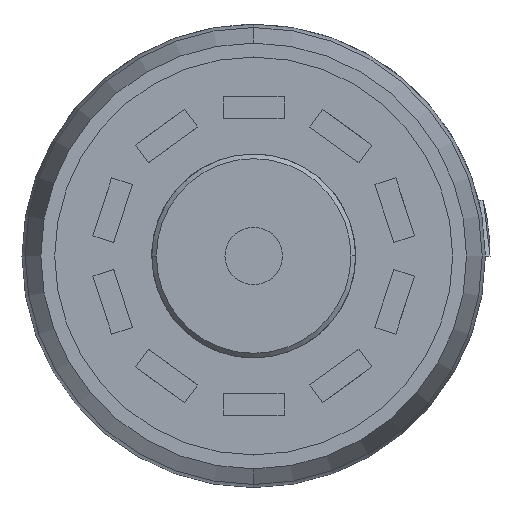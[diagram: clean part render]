
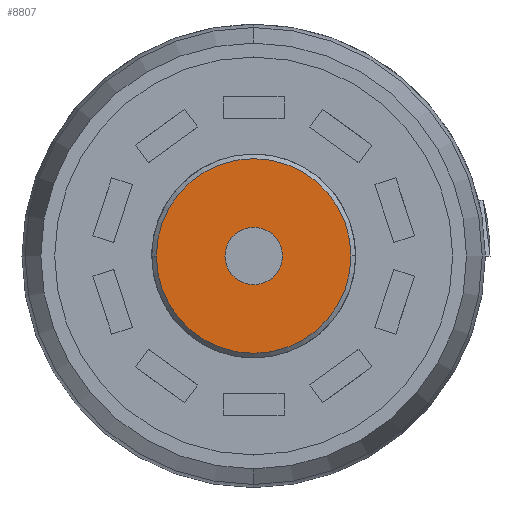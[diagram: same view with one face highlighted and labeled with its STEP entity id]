
A CAD part, front view. The second image highlights one B-rep face of the part: STEP entity #8807.
In plain terms, the highlighted planar face has unit normal (0, -1, 0).
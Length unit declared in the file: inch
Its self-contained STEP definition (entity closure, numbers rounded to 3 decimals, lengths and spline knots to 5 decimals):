
#8510=CARTESIAN_POINT('',(0.,-0.381,0.));
#8511=DIRECTION('',(0.,1.,0.));
#8512=DIRECTION('',(-1.,0.,0.));
#8513=AXIS2_PLACEMENT_3D('',#8510,#8511,#8512);
#8515=CARTESIAN_POINT('',(0.,-0.381,0.));
#8516=DIRECTION('',(0.,1.,0.));
#8517=DIRECTION('',(0.,0.,1.));
#8518=AXIS2_PLACEMENT_3D('',#8515,#8516,#8517);
#8520=CARTESIAN_POINT('',(0.,-0.381,0.));
#8521=DIRECTION('',(0.,1.,0.));
#8522=DIRECTION('',(1.,0.,0.));
#8523=AXIS2_PLACEMENT_3D('',#8520,#8521,#8522);
#8525=CARTESIAN_POINT('',(0.,-0.381,0.));
#8526=DIRECTION('',(0.,1.,0.));
#8527=DIRECTION('',(0.,0.,-1.));
#8528=AXIS2_PLACEMENT_3D('',#8525,#8526,#8527);
#8530=CARTESIAN_POINT('',(0.,-0.381,0.));
#8531=DIRECTION('',(0.,-1.,0.));
#8532=DIRECTION('',(-1.,0.,0.));
#8533=AXIS2_PLACEMENT_3D('',#8530,#8531,#8532);
#8535=CARTESIAN_POINT('',(0.,-0.381,0.));
#8536=DIRECTION('',(0.,-1.,0.));
#8537=DIRECTION('',(1.,0.,0.));
#8538=AXIS2_PLACEMENT_3D('',#8535,#8536,#8537);
#8730=CARTESIAN_POINT('',(0.,-0.381,0.105));
#8731=CARTESIAN_POINT('',(0.105,-0.381,0.));
#8732=VERTEX_POINT('',#8730);
#8733=VERTEX_POINT('',#8731);
#8734=CARTESIAN_POINT('',(-0.105,-0.381,0.));
#8735=VERTEX_POINT('',#8734);
#8736=CARTESIAN_POINT('',(0.,-0.381,-0.105));
#8737=VERTEX_POINT('',#8736);
#8738=CARTESIAN_POINT('',(-0.031,-0.381,0.));
#8739=CARTESIAN_POINT('',(0.031,-0.381,0.));
#8740=VERTEX_POINT('',#8738);
#8741=VERTEX_POINT('',#8739);
#8786=CARTESIAN_POINT('',(0.,-0.381,0.));
#8787=DIRECTION('',(0.,-1.,0.));
#8788=DIRECTION('',(-1.,0.,0.));
#8789=AXIS2_PLACEMENT_3D('',#8786,#8787,#8788);
#8790=PLANE('',#8789);
#8792=ORIENTED_EDGE('',*,*,#8791,.T.);
#8794=ORIENTED_EDGE('',*,*,#8793,.T.);
#8796=ORIENTED_EDGE('',*,*,#8795,.T.);
#8798=ORIENTED_EDGE('',*,*,#8797,.T.);
#8799=EDGE_LOOP('',(#8792,#8794,#8796,#8798));
#8800=FACE_OUTER_BOUND('',#8799,.F.);
#8802=ORIENTED_EDGE('',*,*,#8801,.T.);
#8804=ORIENTED_EDGE('',*,*,#8803,.T.);
#8805=EDGE_LOOP('',(#8802,#8804));
#8806=FACE_BOUND('',#8805,.F.);
#8807=ADVANCED_FACE('',(#8800,#8806),#8790,.T.);
#8514=CIRCLE('',#8513,0.105);
#8519=CIRCLE('',#8518,0.105);
#8524=CIRCLE('',#8523,0.105);
#8529=CIRCLE('',#8528,0.105);
#8534=CIRCLE('',#8533,0.031);
#8539=CIRCLE('',#8538,0.031);
#8791=EDGE_CURVE('',#8735,#8732,#8514,.T.);
#8793=EDGE_CURVE('',#8732,#8733,#8519,.T.);
#8795=EDGE_CURVE('',#8733,#8737,#8524,.T.);
#8797=EDGE_CURVE('',#8737,#8735,#8529,.T.);
#8801=EDGE_CURVE('',#8740,#8741,#8534,.T.);
#8803=EDGE_CURVE('',#8741,#8740,#8539,.T.);
